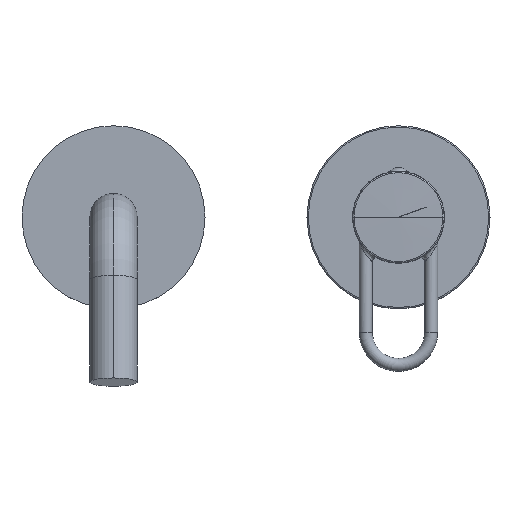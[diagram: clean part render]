
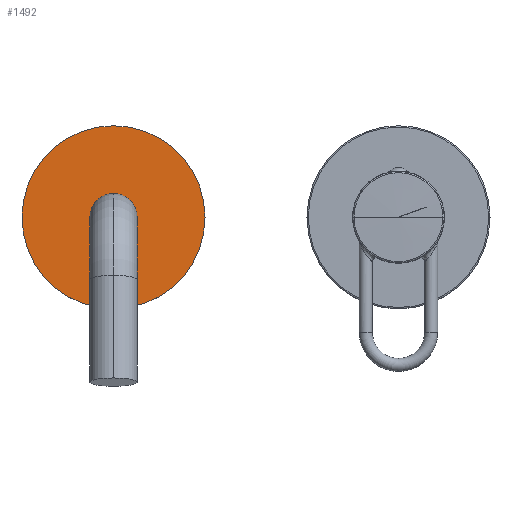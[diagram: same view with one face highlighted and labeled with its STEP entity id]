
A CAD part, top view. The second image highlights one B-rep face of the part: STEP entity #1492.
In plain terms, the highlighted planar face has unit normal (0, 0, 1).
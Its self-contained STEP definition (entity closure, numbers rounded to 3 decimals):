
#1335=CARTESIAN_POINT('',(-109.,0.,59.));
#1336=DIRECTION('',(0.,0.,1.));
#1337=DIRECTION('',(0.,1.,0.));
#1338=AXIS2_PLACEMENT_3D('',#1335,#1336,#1337);
#1344=CARTESIAN_POINT('',(-109.,0.,59.));
#1345=DIRECTION('',(0.,0.,1.));
#1346=DIRECTION('',(-1.,0.,0.));
#1347=AXIS2_PLACEMENT_3D('',#1344,#1345,#1346);
#1349=CARTESIAN_POINT('',(-109.,0.,59.));
#1350=DIRECTION('',(0.,0.,-1.));
#1351=DIRECTION('',(-1.,0.,0.));
#1352=AXIS2_PLACEMENT_3D('',#1349,#1350,#1351);
#1372=CARTESIAN_POINT('',(-109.,0.,59.));
#1373=DIRECTION('',(0.,0.,1.));
#1374=DIRECTION('',(0.,-1.,0.));
#1375=AXIS2_PLACEMENT_3D('',#1372,#1373,#1374);
#1430=CARTESIAN_POINT('',(-144.,0.,59.));
#1432=VERTEX_POINT('',#1430);
#1434=CARTESIAN_POINT('',(-74.,0.,59.));
#1436=VERTEX_POINT('',#1434);
#1449=CARTESIAN_POINT('',(-109.,-9.,59.));
#1450=CARTESIAN_POINT('',(-109.,9.,59.));
#1451=VERTEX_POINT('',#1449);
#1452=VERTEX_POINT('',#1450);
#1476=CARTESIAN_POINT('',(-109.,0.,59.));
#1477=DIRECTION('',(0.,0.,-1.));
#1478=DIRECTION('',(1.,0.,0.));
#1479=AXIS2_PLACEMENT_3D('',#1476,#1477,#1478);
#1480=PLANE('',#1479);
#1482=ORIENTED_EDGE('',*,*,#1481,.F.);
#1484=ORIENTED_EDGE('',*,*,#1483,.T.);
#1485=EDGE_LOOP('',(#1482,#1484));
#1486=FACE_OUTER_BOUND('',#1485,.F.);
#1488=ORIENTED_EDGE('',*,*,#1487,.T.);
#1489=ORIENTED_EDGE('',*,*,#1458,.T.);
#1490=EDGE_LOOP('',(#1488,#1489));
#1491=FACE_BOUND('',#1490,.F.);
#1492=ADVANCED_FACE('',(#1486,#1491),#1480,.F.);
#1339=CIRCLE('',#1338,9.);
#1348=CIRCLE('',#1347,35.);
#1353=CIRCLE('',#1352,35.);
#1376=CIRCLE('',#1375,9.);
#1458=EDGE_CURVE('',#1452,#1451,#1339,.T.);
#1481=EDGE_CURVE('',#1432,#1436,#1348,.T.);
#1483=EDGE_CURVE('',#1432,#1436,#1353,.T.);
#1487=EDGE_CURVE('',#1451,#1452,#1376,.T.);
